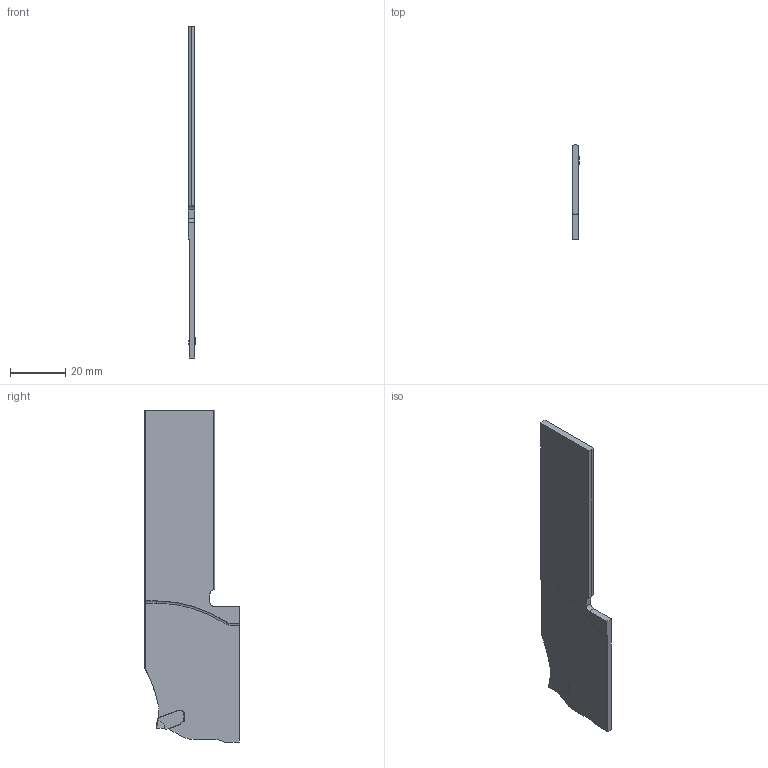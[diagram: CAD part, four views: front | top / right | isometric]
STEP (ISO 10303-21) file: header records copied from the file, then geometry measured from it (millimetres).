
FILE_DESCRIPTION(/* description */ (''),/* implementation_level */ '2;1');
FILE_NAME(/* name */ 'TOOLASSEMBLY_1.STP',/* time_stamp */ '2023-11-06T12:53:10+01:00',/* author */ (''),/* organization */ ('SMS'),/* preprocessor_version */ 'ST-DEVELOPER v16.7',/* originating_system */ 'SIEMENS PLM Software NX 12.0',/* authorisation */ '');
FILE_SCHEMA (('AUTOMOTIVE_DESIGN { 1 0 10303 214 3 1 1 1 }'));
Length unit declared in the file: millimetre
Products named in the file (4): ASSEMBLY_CONSTRUCTION; CUT_20231106125226; NOCUT_20231106125208; TOOLASSEMBLY_1
Assembly tree (3 placements, depth 2):
  TOOLASSEMBLY_1
    NOCUT_20231106125208
    CUT_20231106125226
    ASSEMBLY_CONSTRUCTION
Bounding box: 2.61 x 34.19 x 120 mm (x, y, z)
Volume: 7198.6 mm3; surface area: 7284.7 mm2
Topology: 2 solids, 2 shells, 89 faces, 248 edges, 167 vertices
Faces by surface type: plane 41, cylinder 30, extrusion 14, cone 2, torus 1, bspline 1
Entity records: 3318 total; most frequent: CARTESIAN_POINT 852, ORIENTED_EDGE 494, DIRECTION 480, EDGE_CURVE 247, VERTEX_POINT 162, AXIS2_PLACEMENT_3D 161, VECTOR 158, LINE 144
